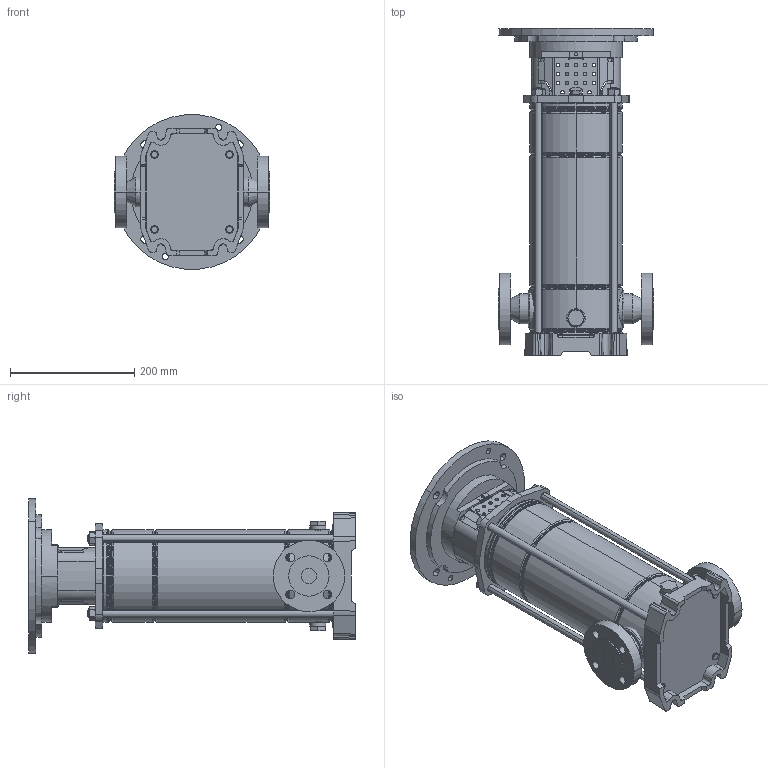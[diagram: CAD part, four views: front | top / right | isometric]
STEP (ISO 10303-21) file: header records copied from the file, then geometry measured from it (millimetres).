
FILE_DESCRIPTION (( 'STEP AP214' ), '1' );
FILE_NAME ('10007928swa00.step', '2021-07-22T08:14:56', ( '' ), ( '' ), 'SwSTEP 2.0', 'SolidWorks 2020', '' );
FILE_SCHEMA (( 'AUTOMOTIVE_DESIGN' ));
Length unit declared in the file: millimetre
Products named in the file (8): 4_92_266_REV00; 10007642swp00; 10007431swp00_Flangia mot.112; 10007648swp00_MXV 25-310; 10007653swp00_M12X417; 10007928swa00; 10007654swp00; 10000005swn00_M12 õ
Assembly tree (14 placements, depth 2):
  10007928swa00
    10007642swp00
    10007648swp00_MXV 25-310
    10007654swp00
    10007431swp00_Flangia mot.112
    10007653swp00_M12X417  x4
    10000005swn00_M12 õ  x4
    4_92_266_REV00  x2
Bounding box: 250 x 527 x 249.05 mm (x, y, z)
Volume: 9310448.7 mm3; surface area: 791879.9 mm2
Topology: 17 solids, 17 shells, 1130 faces, 2808 edges, 1748 vertices
Faces by surface type: cylinder 457, plane 391, cone 154, torus 124, bspline 4
Entity records: 29490 total; most frequent: CARTESIAN_POINT 6087, DIRECTION 5048, ORIENTED_EDGE 4508, EDGE_CURVE 2254, AXIS2_PLACEMENT_3D 1979, VERTEX_POINT 1402, VECTOR 1090, LINE 1090
